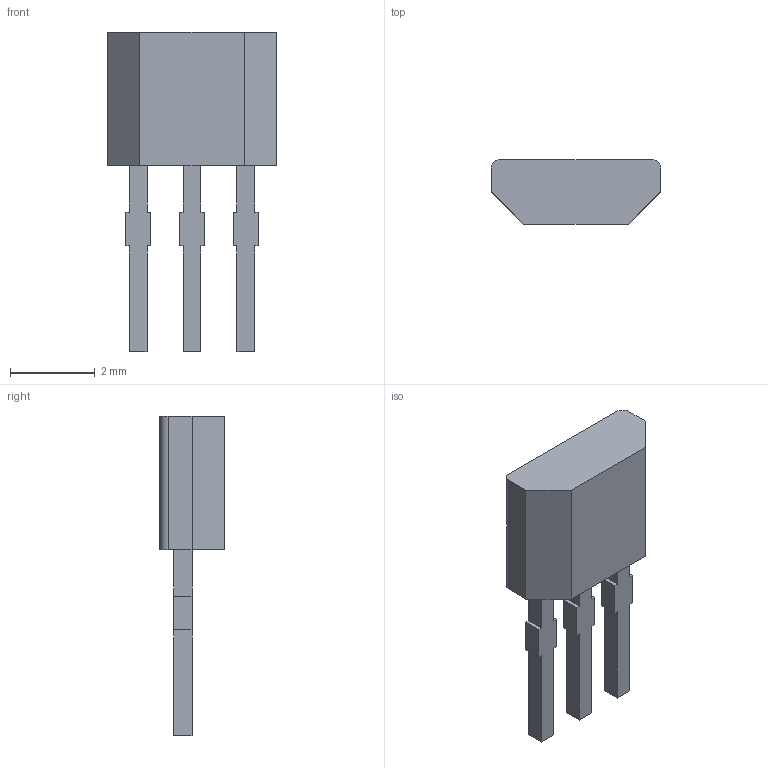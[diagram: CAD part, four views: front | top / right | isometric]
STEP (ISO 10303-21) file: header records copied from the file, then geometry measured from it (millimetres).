
FILE_DESCRIPTION(('FreeCAD Model'),'2;1');
FILE_NAME('TO-92Flat.step', '2019-01-03T00:42:51',('kicad StepUp'),('ksu MCAD'), 'Open CASCADE STEP processor 6.9','FreeCAD','Unknown');
FILE_SCHEMA(('AUTOMOTIVE_DESIGN { 1 0 10303 214 1 1 1 1 }'));
Length unit declared in the file: millimetre
Products named in the file (1): TO-92Flat
Bounding box: 4 x 1.52 x 7.55 mm (x, y, z)
Volume: 19.9 mm3; surface area: 66.2 mm2
Topology: 1 solids, 1 shells, 49 faces, 132 edges, 88 vertices
Faces by surface type: plane 47, cylinder 2
Entity records: 1055 total; most frequent: ORIENTED_EDGE 214, EDGE_CURVE 132, LINE 128, CARTESIAN_POINT 125, VERTEX_POINT 88, AXIS2_PLACEMENT_3D 54, FACE_BOUND 52, EDGE_LOOP 52
